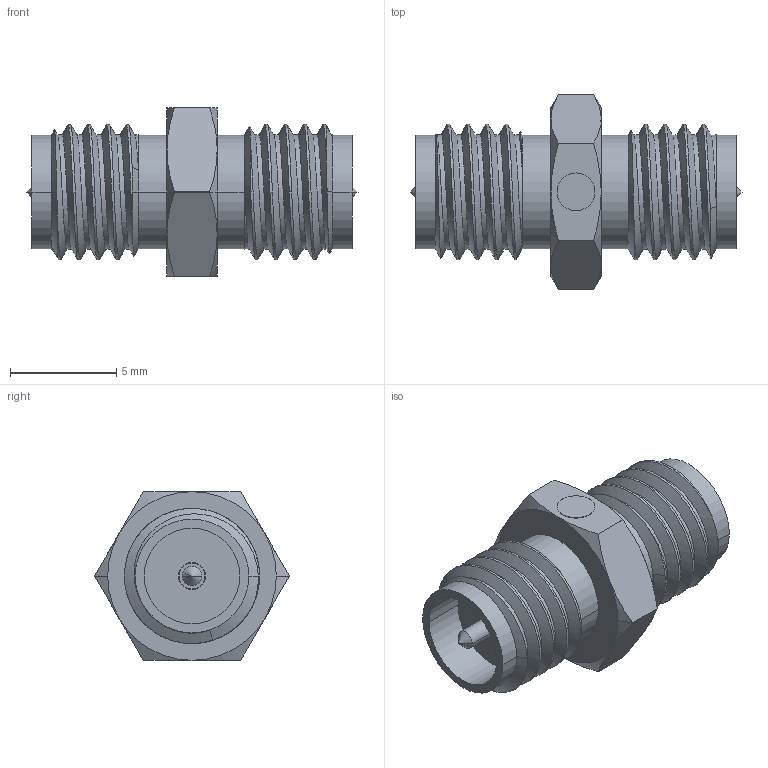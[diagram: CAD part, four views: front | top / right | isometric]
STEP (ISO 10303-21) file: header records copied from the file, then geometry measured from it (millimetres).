
FILE_DESCRIPTION (( 'STEP AP203' ), '1' );
FILE_NAME ('LCAD91262_3D.STEP', '2022-08-22T22:31:44', ( '' ), ( '' ), 'SwSTEP 2.0', 'SolidWorks 2021', '' );
FILE_SCHEMA (( 'CONFIG_CONTROL_DESIGN' ));
Length unit declared in the file: inch
Products named in the file (1): LCAD91262_3D
Bounding box: 15.6 x 9.15 x 7.98 mm (x, y, z)
Volume: 383.2 mm3; surface area: 628.6 mm2
Topology: 3 solids, 3 shells, 95 faces, 228 edges, 145 vertices
Faces by surface type: cylinder 53, plane 20, cone 16, bspline 6
Entity records: 5388 total; most frequent: CARTESIAN_POINT 3232, ORIENTED_EDGE 448, DIRECTION 415, EDGE_CURVE 224, AXIS2_PLACEMENT_3D 171, VERTEX_POINT 145, EDGE_LOOP 105, FACE_OUTER_BOUND 95
